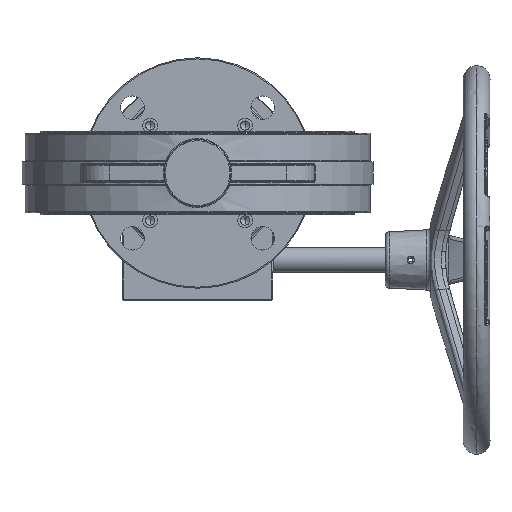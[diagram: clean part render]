
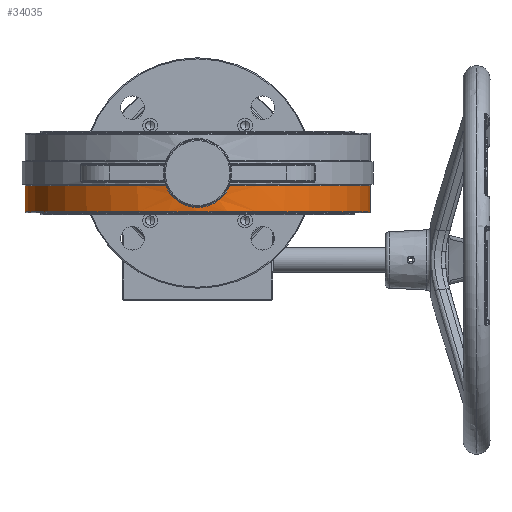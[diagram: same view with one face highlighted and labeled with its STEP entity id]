
A CAD part, front view. The second image highlights one B-rep face of the part: STEP entity #34035.
In plain terms, the highlighted cylindrical face has radius 131 mm (diameter 262.001 mm), a partial arc.
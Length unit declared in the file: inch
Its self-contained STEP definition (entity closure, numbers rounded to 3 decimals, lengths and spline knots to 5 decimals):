
#806 = CARTESIAN_POINT ( 'NONE',  ( 0.77132, -5.0996, -0.68112 ) ) ;
#922 = CARTESIAN_POINT ( 'NONE',  ( 0., 0., -1.16125 ) ) ;
#1043 = CARTESIAN_POINT ( 'NONE',  ( 0.49339, -5.13405, -0.9054 ) ) ;
#1707 = CARTESIAN_POINT ( 'NONE',  ( -0.05242, -5.15749, -1.03119 ) ) ;
#2346 = ORIENTED_EDGE ( 'NONE', *, *, #25710, .F. ) ;
#2388 = CARTESIAN_POINT ( 'NONE',  ( -0.95535, -5.06825, -0.37375 ) ) ;
#2719 = CARTESIAN_POINT ( 'NONE',  ( 5.1575, 0., -1.16125 ) ) ;
#2745 = ORIENTED_EDGE ( 'NONE', *, *, #19573, .T. ) ;
#3006 = CYLINDRICAL_SURFACE ( 'NONE', #29012, 5.1575 ) ;
#3050 = DIRECTION ( 'NONE',  ( 1., 0., 0. ) ) ;
#3548 = VERTEX_POINT ( 'NONE', #26212 ) ;
#3674 = CARTESIAN_POINT ( 'NONE',  ( 0., 0., 1.1925 ) ) ;
#3928 = CIRCLE ( 'NONE', #34141, 5.1575 ) ;
#4477 = CARTESIAN_POINT ( 'NONE',  ( 0.86316, -5.08482, -0.55862 ) ) ;
#4712 = CARTESIAN_POINT ( 'NONE',  ( 0.10157, -5.15656, -1.0265 ) ) ;
#4932 = CARTESIAN_POINT ( 'NONE',  ( 0.62099, -5.12002, -0.82087 ) ) ;
#5051 = LINE ( 'NONE', #18687, #43446 ) ;
#6667 = B_SPLINE_CURVE_WITH_KNOTS ( 'NONE', 3,
 ( #29398, #8394, #25933, #4477, #35869, #806, #39771, #18562, #22468, #4932, #32650, #25485, #1043, #15103, #29174, #36332, #19011, #29629, #12091, #43248, #4712, #29853, #36778, #1707, #19234, #26170, #8157, #40229, #11631, #8610, #39316, #33324, #25704, #22243, #18322, #15777, #22699, #11183, #32413, #14875, #28956, #43027, #20158, #37447, #26393, #2388 ),
 .UNSPECIFIED., .F., .F.,
 ( 4, 2, 2, 2, 2, 2, 2, 2, 2, 2, 2, 2, 2, 2, 2, 2, 2, 2, 2, 2, 2, 2, 4 ),
 ( 0., 0.00395, 0.0079, 0.01185, 0.01382, 0.01579, 0.01974, 0.02172, 0.02369, 0.02764, 0.02961, 0.03159, 0.03554, 0.03751, 0.03948, 0.04343, 0.04541, 0.04738, 0.05133, 0.0533, 0.05528, 0.05923, 0.06317 ),
 .UNSPECIFIED. ) ;
#6686 = CARTESIAN_POINT ( 'NONE',  ( 0.95535, -5.06825, -0.37375 ) ) ;
#8157 = CARTESIAN_POINT ( 'NONE',  ( -0.20542, -5.15347, -1.01066 ) ) ;
#8394 = CARTESIAN_POINT ( 'NONE',  ( 0.93666, -5.07177, -0.4221 ) ) ;
#8610 = CARTESIAN_POINT ( 'NONE',  ( -0.35406, -5.14557, -0.96915 ) ) ;
#10449 = LINE ( 'NONE', #28445, #36865 ) ;
#10810 = VERTEX_POINT ( 'NONE', #28236 ) ;
#11183 = CARTESIAN_POINT ( 'NONE',  ( -0.71834, -5.10726, -0.7361 ) ) ;
#11631 = CARTESIAN_POINT ( 'NONE',  ( -0.28066, -5.14992, -0.99218 ) ) ;
#12091 = CARTESIAN_POINT ( 'NONE',  ( 0.20422, -5.15371, -1.01192 ) ) ;
#12803 = DIRECTION ( 'NONE',  ( 0., 0., -1. ) ) ;
#12947 = FACE_OUTER_BOUND ( 'NONE', #20600, .T. ) ;
#13863 = CARTESIAN_POINT ( 'NONE',  ( -0.95535, -5.06825, -0.37375 ) ) ;
#14875 = CARTESIAN_POINT ( 'NONE',  ( -0.771, -5.09958, -0.68005 ) ) ;
#14986 = DIRECTION ( 'NONE',  ( 1., 0., 0. ) ) ;
#15103 = CARTESIAN_POINT ( 'NONE',  ( 0.42421, -5.14008, -0.93915 ) ) ;
#15384 = CIRCLE ( 'NONE', #41922, 5.1575 ) ;
#15777 = CARTESIAN_POINT ( 'NONE',  ( -0.6229, -5.11992, -0.82061 ) ) ;
#17076 = DIRECTION ( 'NONE',  ( -1., 0., 0. ) ) ;
#18322 = CARTESIAN_POINT ( 'NONE',  ( -0.55963, -5.12709, -0.86438 ) ) ;
#18562 = CARTESIAN_POINT ( 'NONE',  ( 0.68053, -5.11244, -0.77162 ) ) ;
#18687 = CARTESIAN_POINT ( 'NONE',  ( 5.1575, 0., 1.1925 ) ) ;
#19011 = CARTESIAN_POINT ( 'NONE',  ( 0.32813, -5.14711, -0.97733 ) ) ;
#19234 = CARTESIAN_POINT ( 'NONE',  ( -0.10352, -5.15671, -1.02729 ) ) ;
#19467 = ORIENTED_EDGE ( 'NONE', *, *, #30601, .T. ) ;
#19573 = EDGE_CURVE ( 'NONE', #31573, #35660, #6667, .T. ) ;
#20158 = CARTESIAN_POINT ( 'NONE',  ( -0.86405, -5.08467, -0.55717 ) ) ;
#20598 = DIRECTION ( 'NONE',  ( 0., 0., 1. ) ) ;
#20600 = EDGE_LOOP ( 'NONE', ( #2346, #19467, #2745, #29318, #34276, #29312 ) ) ;
#21236 = DIRECTION ( 'NONE',  ( 0., 0., -1. ) ) ;
#22243 = CARTESIAN_POINT ( 'NONE',  ( -0.53784, -5.12943, -0.87827 ) ) ;
#22468 = CARTESIAN_POINT ( 'NONE',  ( 0.66097, -5.11501, -0.78863 ) ) ;
#22699 = CARTESIAN_POINT ( 'NONE',  ( -0.66256, -5.1149, -0.78853 ) ) ;
#25485 = CARTESIAN_POINT ( 'NONE',  ( 0.53744, -5.1296, -0.87963 ) ) ;
#25704 = CARTESIAN_POINT ( 'NONE',  ( -0.49326, -5.13391, -0.90437 ) ) ;
#25710 = EDGE_CURVE ( 'NONE', #30980, #30698, #5051, .T. ) ;
#25933 = CARTESIAN_POINT ( 'NONE',  ( 0.91445, -5.07585, -0.4688 ) ) ;
#26170 = CARTESIAN_POINT ( 'NONE',  ( -0.1799, -5.15442, -1.01557 ) ) ;
#26212 = CARTESIAN_POINT ( 'NONE',  ( -5.1575, 0., -1.16125 ) ) ;
#26393 = CARTESIAN_POINT ( 'NONE',  ( -0.93666, -5.07177, -0.4221 ) ) ;
#27527 = CARTESIAN_POINT ( 'NONE',  ( 0., 0., -0.37375 ) ) ;
#28236 = CARTESIAN_POINT ( 'NONE',  ( -5.1575, 0., -0.37375 ) ) ;
#28373 = EDGE_CURVE ( 'NONE', #35660, #10810, #37708, .T. ) ;
#28445 = CARTESIAN_POINT ( 'NONE',  ( -5.1575, 0., 1.1925 ) ) ;
#28956 = CARTESIAN_POINT ( 'NONE',  ( -0.78778, -5.09701, -0.6603 ) ) ;
#29012 = AXIS2_PLACEMENT_3D ( 'NONE', #3674, #21236, #17076 ) ;
#29174 = CARTESIAN_POINT ( 'NONE',  ( 0.4006, -5.14198, -0.94959 ) ) ;
#29312 = ORIENTED_EDGE ( 'NONE', *, *, #43277, .T. ) ;
#29318 = ORIENTED_EDGE ( 'NONE', *, *, #28373, .T. ) ;
#29398 = CARTESIAN_POINT ( 'NONE',  ( 0.95535, -5.06825, -0.37375 ) ) ;
#29629 = CARTESIAN_POINT ( 'NONE',  ( 0.25439, -5.15146, -1.00033 ) ) ;
#29853 = CARTESIAN_POINT ( 'NONE',  ( 0.05014, -5.15732, -1.03034 ) ) ;
#30601 = EDGE_CURVE ( 'NONE', #30980, #31573, #3928, .T. ) ;
#30698 = VERTEX_POINT ( 'NONE', #2719 ) ;
#30980 = VERTEX_POINT ( 'NONE', #34432 ) ;
#31468 = CARTESIAN_POINT ( 'NONE',  ( 0., 0., -0.37375 ) ) ;
#31573 = VERTEX_POINT ( 'NONE', #6686 ) ;
#32413 = CARTESIAN_POINT ( 'NONE',  ( -0.73631, -5.1047, -0.71791 ) ) ;
#32543 = DIRECTION ( 'NONE',  ( 0., 0., -1. ) ) ;
#32650 = CARTESIAN_POINT ( 'NONE',  ( 0.60048, -5.12247, -0.83617 ) ) ;
#33324 = CARTESIAN_POINT ( 'NONE',  ( -0.4706, -5.13604, -0.91651 ) ) ;
#34035 = ADVANCED_FACE ( 'NONE', ( #12947 ), #3006, .T. ) ;
#34141 = AXIS2_PLACEMENT_3D ( 'NONE', #27527, #34663, #3050 ) ;
#34276 = ORIENTED_EDGE ( 'NONE', *, *, #45065, .T. ) ;
#34432 = CARTESIAN_POINT ( 'NONE',  ( 5.1575, 0., -0.37375 ) ) ;
#34663 = DIRECTION ( 'NONE',  ( 0., 0., -1. ) ) ;
#35660 = VERTEX_POINT ( 'NONE', #13863 ) ;
#35869 = CARTESIAN_POINT ( 'NONE',  ( 0.83449, -5.08964, -0.60104 ) ) ;
#36332 = CARTESIAN_POINT ( 'NONE',  ( 0.35246, -5.1455, -0.96872 ) ) ;
#36778 = CARTESIAN_POINT ( 'NONE',  ( 0.02447, -5.15751, -1.03128 ) ) ;
#36865 = VECTOR ( 'NONE', #38815, 39.37008 ) ;
#37447 = CARTESIAN_POINT ( 'NONE',  ( -0.91461, -5.07582, -0.46841 ) ) ;
#37708 = CIRCLE ( 'NONE', #42101, 5.1575 ) ;
#37924 = DIRECTION ( 'NONE',  ( 1., 0., 0. ) ) ;
#38815 = DIRECTION ( 'NONE',  ( 0., 0., -1. ) ) ;
#39316 = CARTESIAN_POINT ( 'NONE',  ( -0.40154, -5.14205, -0.95023 ) ) ;
#39771 = CARTESIAN_POINT ( 'NONE',  ( 0.73681, -5.10474, -0.71879 ) ) ;
#40229 = CARTESIAN_POINT ( 'NONE',  ( -0.25583, -5.15121, -0.99895 ) ) ;
#41922 = AXIS2_PLACEMENT_3D ( 'NONE', #922, #20598, #14986 ) ;
#42101 = AXIS2_PLACEMENT_3D ( 'NONE', #31468, #12803, #37924 ) ;
#43027 = CARTESIAN_POINT ( 'NONE',  ( -0.83554, -5.08947, -0.59961 ) ) ;
#43248 = CARTESIAN_POINT ( 'NONE',  ( 0.12743, -5.15599, -1.02358 ) ) ;
#43277 = EDGE_CURVE ( 'NONE', #3548, #30698, #15384, .T. ) ;
#43446 = VECTOR ( 'NONE', #32543, 39.37008 ) ;
#45065 = EDGE_CURVE ( 'NONE', #10810, #3548, #10449, .T. ) ;
